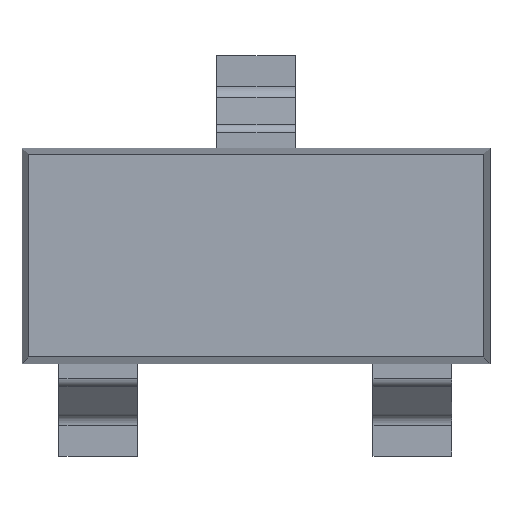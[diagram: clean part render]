
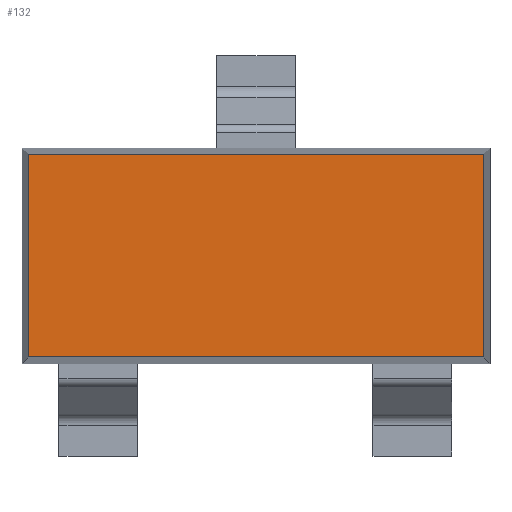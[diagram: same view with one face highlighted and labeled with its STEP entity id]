
A CAD part, top view. The second image highlights one B-rep face of the part: STEP entity #132.
In plain terms, the highlighted planar face has unit normal (0, 0, 1).
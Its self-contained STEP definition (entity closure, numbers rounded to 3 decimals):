
#132=ADVANCED_FACE('',(#218),#181,.T.);
#181=PLANE('',#1008);
#218=FACE_OUTER_BOUND('',#267,.T.);
#267=EDGE_LOOP('',(#327,#328,#329,#330));
#327=ORIENTED_EDGE('',*,*,#673,.T.);
#328=ORIENTED_EDGE('',*,*,#674,.T.);
#329=ORIENTED_EDGE('',*,*,#675,.T.);
#330=ORIENTED_EDGE('',*,*,#676,.T.);
#589=VERTEX_POINT('',#1362);
#590=VERTEX_POINT('',#1363);
#591=VERTEX_POINT('',#1365);
#592=VERTEX_POINT('',#1367);
#673=EDGE_CURVE('',#589,#590,#804,.T.);
#674=EDGE_CURVE('',#590,#591,#805,.T.);
#675=EDGE_CURVE('',#591,#592,#806,.T.);
#676=EDGE_CURVE('',#592,#589,#807,.T.);
#804=LINE('',#1361,#911);
#805=LINE('',#1364,#912);
#806=LINE('',#1366,#913);
#807=LINE('',#1368,#914);
#911=VECTOR('',#1096,1.);
#912=VECTOR('',#1097,1.);
#913=VECTOR('',#1098,1.);
#914=VECTOR('',#1099,1.);
#1008=AXIS2_PLACEMENT_3D('',#1369,#1100,#1101);
#1096=DIRECTION('',(1.,0.,0.));
#1097=DIRECTION('',(0.,1.,0.));
#1098=DIRECTION('',(-1.,0.,0.));
#1099=DIRECTION('',(0.,-1.,0.));
#1100=DIRECTION('',(0.,0.,1.));
#1101=DIRECTION('',(1.,0.,0.));
#1361=CARTESIAN_POINT('',(1.52,0.042,1.2));
#1362=CARTESIAN_POINT('',(0.042,0.042,1.2));
#1363=CARTESIAN_POINT('',(2.998,0.042,1.2));
#1364=CARTESIAN_POINT('',(2.998,0.7,1.2));
#1365=CARTESIAN_POINT('',(2.998,1.358,1.2));
#1366=CARTESIAN_POINT('',(1.52,1.358,1.2));
#1367=CARTESIAN_POINT('',(0.042,1.358,1.2));
#1368=CARTESIAN_POINT('',(0.042,0.7,1.2));
#1369=CARTESIAN_POINT('',(1.52,0.7,1.2));
